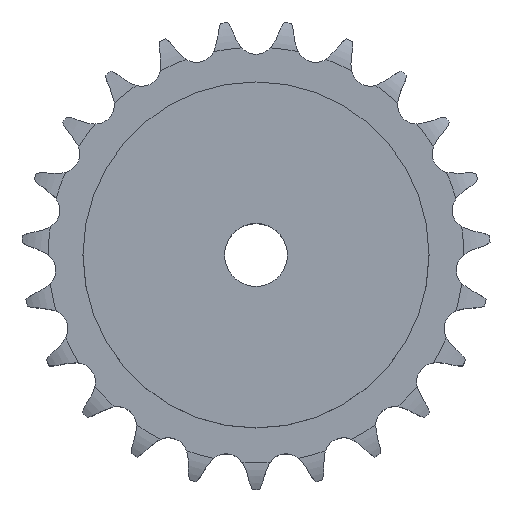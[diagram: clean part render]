
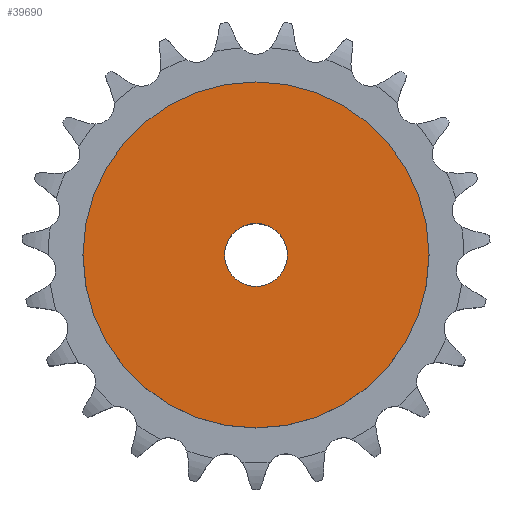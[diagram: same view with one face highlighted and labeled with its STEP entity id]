
A CAD part, top view. The second image highlights one B-rep face of the part: STEP entity #39690.
In plain terms, the highlighted planar face has unit normal (0, 0, 1).
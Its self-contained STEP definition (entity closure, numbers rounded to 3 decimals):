
#21310 = CYLINDRICAL_SURFACE('',#21311,10.);
#21311 = AXIS2_PLACEMENT_3D('',#21312,#21313,#21314);
#21312 = CARTESIAN_POINT('',(0.,0.,233.05));
#21313 = DIRECTION('',(0.,0.,1.));
#21314 = DIRECTION('',(1.,0.,0.));
#27234 = EDGE_CURVE('',#27235,#27235,#27237,.T.);
#27235 = VERTEX_POINT('',#27236);
#27236 = CARTESIAN_POINT('',(10.,0.,50.));
#27237 = SURFACE_CURVE('',#27238,(#27243,#27250),.PCURVE_S1.);
#27238 = CIRCLE('',#27239,10.);
#27239 = AXIS2_PLACEMENT_3D('',#27240,#27241,#27242);
#27240 = CARTESIAN_POINT('',(0.,0.,50.));
#27241 = DIRECTION('',(0.,0.,1.));
#27242 = DIRECTION('',(1.,0.,0.));
#27243 = PCURVE('',#21310,#27244);
#27244 = DEFINITIONAL_REPRESENTATION('',(#27245),#27249);
#27245 = LINE('',#27246,#27247);
#27246 = CARTESIAN_POINT('',(0.,-183.05));
#27247 = VECTOR('',#27248,1.);
#27248 = DIRECTION('',(1.,0.));
#27249 = ( GEOMETRIC_REPRESENTATION_CONTEXT(2) 
PARAMETRIC_REPRESENTATION_CONTEXT() REPRESENTATION_CONTEXT('2D SPACE',''
  ) );
#27250 = PCURVE('',#27251,#27256);
#27251 = PLANE('',#27252);
#27252 = AXIS2_PLACEMENT_3D('',#27253,#27254,#27255);
#27253 = CARTESIAN_POINT('',(0.,0.,50.)
  );
#27254 = DIRECTION('',(0.,0.,1.));
#27255 = DIRECTION('',(1.,0.,0.));
#27256 = DEFINITIONAL_REPRESENTATION('',(#27257),#27261);
#27257 = CIRCLE('',#27258,10.);
#27258 = AXIS2_PLACEMENT_2D('',#27259,#27260);
#27259 = CARTESIAN_POINT('',(0.,0.));
#27260 = DIRECTION('',(1.,0.));
#27261 = ( GEOMETRIC_REPRESENTATION_CONTEXT(2) 
PARAMETRIC_REPRESENTATION_CONTEXT() REPRESENTATION_CONTEXT('2D SPACE',''
  ) );
#39690 = ADVANCED_FACE('',(#39691,#39722),#27251,.T.);
#39691 = FACE_BOUND('',#39692,.T.);
#39692 = EDGE_LOOP('',(#39693));
#39693 = ORIENTED_EDGE('',*,*,#39694,.T.);
#39694 = EDGE_CURVE('',#39695,#39695,#39697,.T.);
#39695 = VERTEX_POINT('',#39696);
#39696 = CARTESIAN_POINT('',(55.,0.,50.));
#39697 = SURFACE_CURVE('',#39698,(#39703,#39710),.PCURVE_S1.);
#39698 = CIRCLE('',#39699,55.);
#39699 = AXIS2_PLACEMENT_3D('',#39700,#39701,#39702);
#39700 = CARTESIAN_POINT('',(0.,0.,50.));
#39701 = DIRECTION('',(0.,0.,1.));
#39702 = DIRECTION('',(1.,0.,0.));
#39703 = PCURVE('',#27251,#39704);
#39704 = DEFINITIONAL_REPRESENTATION('',(#39705),#39709);
#39705 = CIRCLE('',#39706,55.);
#39706 = AXIS2_PLACEMENT_2D('',#39707,#39708);
#39707 = CARTESIAN_POINT('',(0.,0.));
#39708 = DIRECTION('',(1.,0.));
#39709 = ( GEOMETRIC_REPRESENTATION_CONTEXT(2) 
PARAMETRIC_REPRESENTATION_CONTEXT() REPRESENTATION_CONTEXT('2D SPACE',''
  ) );
#39710 = PCURVE('',#39711,#39716);
#39711 = CYLINDRICAL_SURFACE('',#39712,55.);
#39712 = AXIS2_PLACEMENT_3D('',#39713,#39714,#39715);
#39713 = CARTESIAN_POINT('',(0.,0.,0.));
#39714 = DIRECTION('',(-0.,-0.,-1.));
#39715 = DIRECTION('',(1.,0.,0.));
#39716 = DEFINITIONAL_REPRESENTATION('',(#39717),#39721);
#39717 = LINE('',#39718,#39719);
#39718 = CARTESIAN_POINT('',(-0.,-50.));
#39719 = VECTOR('',#39720,1.);
#39720 = DIRECTION('',(-1.,0.));
#39721 = ( GEOMETRIC_REPRESENTATION_CONTEXT(2) 
PARAMETRIC_REPRESENTATION_CONTEXT() REPRESENTATION_CONTEXT('2D SPACE',''
  ) );
#39722 = FACE_BOUND('',#39723,.T.);
#39723 = EDGE_LOOP('',(#39724));
#39724 = ORIENTED_EDGE('',*,*,#27234,.F.);
